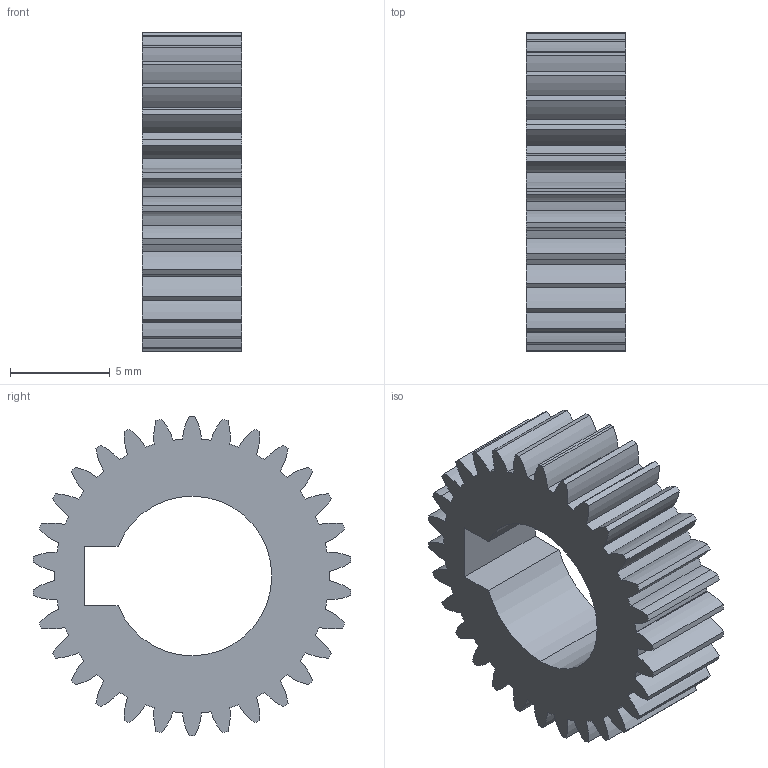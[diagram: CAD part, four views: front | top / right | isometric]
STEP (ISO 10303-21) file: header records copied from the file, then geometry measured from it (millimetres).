
FILE_DESCRIPTION (( 'STEP AP214' ), '1' );
FILE_NAME ('gear_30t_shaft1st_j2_soarm_moce.STEP', '2026-02-21T18:05:31', ( '' ), ( '' ), 'SwSTEP 2.0', 'SolidWorks 2024', '' );
FILE_SCHEMA (( 'AUTOMOTIVE_DESIGN' ));
Length unit declared in the file: millimetre
Products named in the file (1): gear_30t_shaft1st_j2_soarm_moce
Bounding box: 5 x 15.94 x 16 mm (x, y, z)
Volume: 589.4 mm3; surface area: 851.6 mm2
Topology: 1 solids, 1 shells, 133 faces, 393 edges, 262 vertices
Faces by surface type: cylinder 128, plane 5
Entity records: 4630 total; most frequent: DIRECTION 917, CARTESIAN_POINT 789, ORIENTED_EDGE 786, EDGE_CURVE 393, AXIS2_PLACEMENT_3D 390, VERTEX_POINT 262, CIRCLE 256, LINE 137
